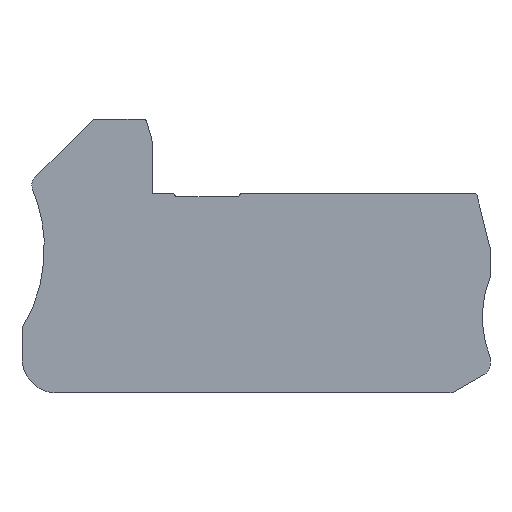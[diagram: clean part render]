
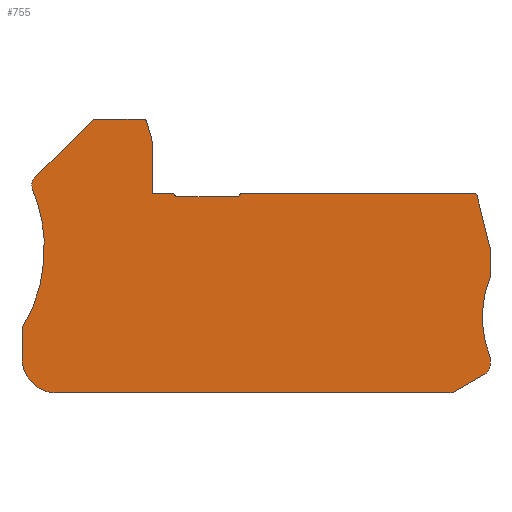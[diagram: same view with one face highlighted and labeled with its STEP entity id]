
A CAD part, top view. The second image highlights one B-rep face of the part: STEP entity #755.
In plain terms, the highlighted planar face has unit normal (0, 0, 1).
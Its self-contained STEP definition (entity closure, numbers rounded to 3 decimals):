
#164=DIRECTION('',(-0.358,0.934,0.));
#165=VECTOR('',#164,0.192);
#166=CARTESIAN_POINT('',(-4.576,28.7,2.2));
#167=LINE('',#166,#165);
#168=DIRECTION('',(-1.,0.,0.));
#169=VECTOR('',#168,9.152);
#170=CARTESIAN_POINT('',(4.576,28.7,2.2));
#171=LINE('',#170,#169);
#172=DIRECTION('',(-0.358,-0.934,0.));
#173=VECTOR('',#172,0.192);
#174=CARTESIAN_POINT('',(4.645,28.879,2.2));
#175=LINE('',#174,#173);
#176=CARTESIAN_POINT('',(5.111,28.7,2.2));
#177=DIRECTION('',(0.,0.,1.));
#178=DIRECTION('',(0.,1.,0.));
#179=AXIS2_PLACEMENT_3D('',#176,#177,#178);
#181=DIRECTION('',(-1.,0.,0.));
#182=VECTOR('',#181,33.648);
#183=CARTESIAN_POINT('',(38.759,29.2,2.2));
#184=LINE('',#183,#182);
#185=CARTESIAN_POINT('',(38.759,28.7,2.2));
#186=DIRECTION('',(0.,0.,1.));
#187=DIRECTION('',(0.97,0.242,0.));
#188=AXIS2_PLACEMENT_3D('',#185,#186,#187);
#190=DIRECTION('',(-0.242,0.97,0.));
#191=VECTOR('',#190,7.67);
#192=CARTESIAN_POINT('',(41.1,21.379,2.2));
#193=LINE('',#192,#191);
#194=DIRECTION('',(0.,1.,0.));
#195=VECTOR('',#194,4.349);
#196=CARTESIAN_POINT('',(41.1,17.03,2.2));
#197=LINE('',#196,#195);
#198=CARTESIAN_POINT('',(56.,11.2,2.2));
#199=DIRECTION('',(0.,0.,-1.));
#200=DIRECTION('',(-0.931,-0.364,0.));
#201=AXIS2_PLACEMENT_3D('',#198,#199,#200);
#203=DIRECTION('',(0.,1.,0.));
#204=VECTOR('',#203,1.151);
#205=CARTESIAN_POINT('',(41.1,4.219,2.2));
#206=LINE('',#205,#204);
#207=CARTESIAN_POINT('',(39.6,4.219,2.2));
#208=DIRECTION('',(0.,0.,1.));
#209=DIRECTION('',(0.5,-0.866,0.));
#210=AXIS2_PLACEMENT_3D('',#207,#208,#209);
#212=DIRECTION('',(0.866,0.5,0.));
#213=VECTOR('',#212,4.904);
#214=CARTESIAN_POINT('',(36.103,0.468,2.2));
#215=LINE('',#214,#213);
#216=CARTESIAN_POINT('',(35.103,2.2,2.2));
#217=DIRECTION('',(0.,0.,1.));
#218=DIRECTION('',(0.,-1.,0.));
#219=AXIS2_PLACEMENT_3D('',#216,#217,#218);
#221=DIRECTION('',(1.,0.,0.));
#222=VECTOR('',#221,57.003);
#223=CARTESIAN_POINT('',(-21.9,0.2,2.2));
#224=LINE('',#223,#222);
#225=CARTESIAN_POINT('',(-21.9,5.2,2.2));
#226=DIRECTION('',(0.,0.,1.));
#227=DIRECTION('',(-1.,0.,0.));
#228=AXIS2_PLACEMENT_3D('',#225,#226,#227);
#230=DIRECTION('',(0.,-1.,0.));
#231=VECTOR('',#230,4.076);
#232=CARTESIAN_POINT('',(-26.9,9.276,2.2));
#233=LINE('',#232,#231);
#234=CARTESIAN_POINT('',(-25.9,9.276,2.2));
#235=DIRECTION('',(0.,0.,1.));
#236=DIRECTION('',(-0.862,0.507,0.));
#237=AXIS2_PLACEMENT_3D('',#234,#235,#236);
#239=CARTESIAN_POINT('',(-46.15,21.2,2.2));
#240=DIRECTION('',(0.,0.,-1.));
#241=DIRECTION('',(0.998,0.062,0.));
#242=AXIS2_PLACEMENT_3D('',#239,#240,#241);
#244=CARTESIAN_POINT('',(-46.15,21.2,2.2));
#245=DIRECTION('',(0.,0.,-1.));
#246=DIRECTION('',(0.924,0.383,0.));
#247=AXIS2_PLACEMENT_3D('',#244,#245,#246);
#249=CARTESIAN_POINT('',(-23.982,30.397,2.2));
#250=DIRECTION('',(0.,0.,1.));
#251=DIRECTION('',(-0.707,0.707,0.));
#252=AXIS2_PLACEMENT_3D('',#249,#250,#251);
#254=DIRECTION('',(-0.707,-0.707,0.));
#255=VECTOR('',#254,11.667);
#256=CARTESIAN_POINT('',(-16.793,39.707,2.2));
#257=LINE('',#256,#255);
#258=CARTESIAN_POINT('',(-16.086,39.,2.2));
#259=DIRECTION('',(0.,0.,1.));
#260=DIRECTION('',(0.,1.,0.));
#261=AXIS2_PLACEMENT_3D('',#258,#259,#260);
#263=DIRECTION('',(-1.,0.,0.));
#264=VECTOR('',#263,6.809);
#265=CARTESIAN_POINT('',(-9.277,40.,2.2));
#266=LINE('',#265,#264);
#267=CARTESIAN_POINT('',(-9.277,39.5,2.2));
#268=DIRECTION('',(0.,0.,1.));
#269=DIRECTION('',(0.962,0.275,0.));
#270=AXIS2_PLACEMENT_3D('',#267,#268,#269);
#272=DIRECTION('',(-0.275,0.962,0.));
#273=VECTOR('',#272,3.263);
#274=CARTESIAN_POINT('',(-7.9,36.5,2.2));
#275=LINE('',#274,#273);
#276=DIRECTION('',(0.,1.,0.));
#277=VECTOR('',#276,7.3);
#278=CARTESIAN_POINT('',(-7.9,29.2,2.2));
#279=LINE('',#278,#277);
#280=DIRECTION('',(-1.,0.,0.));
#281=VECTOR('',#280,2.789);
#282=CARTESIAN_POINT('',(-5.111,29.2,2.2));
#283=LINE('',#282,#281);
#284=CARTESIAN_POINT('',(-5.111,28.7,2.2));
#285=DIRECTION('',(0.,0.,1.));
#286=DIRECTION('',(0.934,0.358,0.));
#287=AXIS2_PLACEMENT_3D('',#284,#285,#286);
#499=CARTESIAN_POINT('',(5.111,29.2,2.2));
#500=CARTESIAN_POINT('',(4.645,28.879,2.2));
#501=VERTEX_POINT('',#499);
#502=VERTEX_POINT('',#500);
#503=CARTESIAN_POINT('',(-4.645,28.879,2.2));
#504=CARTESIAN_POINT('',(-5.111,29.2,2.2));
#505=VERTEX_POINT('',#503);
#506=VERTEX_POINT('',#504);
#507=CARTESIAN_POINT('',(-7.9,29.2,2.2));
#508=VERTEX_POINT('',#507);
#509=CARTESIAN_POINT('',(-7.9,36.5,2.2));
#510=VERTEX_POINT('',#509);
#511=CARTESIAN_POINT('',(-8.796,39.637,2.2));
#512=VERTEX_POINT('',#511);
#513=CARTESIAN_POINT('',(-9.277,40.,2.2));
#514=VERTEX_POINT('',#513);
#515=CARTESIAN_POINT('',(-16.086,40.,2.2));
#516=VERTEX_POINT('',#515);
#517=CARTESIAN_POINT('',(-16.793,39.707,2.2));
#518=VERTEX_POINT('',#517);
#519=CARTESIAN_POINT('',(-25.043,31.457,2.2));
#520=VERTEX_POINT('',#519);
#521=CARTESIAN_POINT('',(-25.367,29.822,2.2));
#522=VERTEX_POINT('',#521);
#523=CARTESIAN_POINT('',(-23.693,22.59,2.2));
#524=VERTEX_POINT('',#523);
#525=CARTESIAN_POINT('',(-26.762,9.783,2.2));
#526=VERTEX_POINT('',#525);
#527=CARTESIAN_POINT('',(-26.9,9.276,2.2));
#528=VERTEX_POINT('',#527);
#529=CARTESIAN_POINT('',(-26.9,5.2,2.2));
#530=VERTEX_POINT('',#529);
#531=CARTESIAN_POINT('',(-21.9,0.2,2.2));
#532=VERTEX_POINT('',#531);
#533=CARTESIAN_POINT('',(35.103,0.2,2.2));
#534=VERTEX_POINT('',#533);
#535=CARTESIAN_POINT('',(36.103,0.468,2.2));
#536=VERTEX_POINT('',#535);
#537=CARTESIAN_POINT('',(40.35,2.92,2.2));
#538=VERTEX_POINT('',#537);
#539=CARTESIAN_POINT('',(41.1,4.219,2.2));
#540=VERTEX_POINT('',#539);
#541=CARTESIAN_POINT('',(41.1,5.37,2.2));
#542=VERTEX_POINT('',#541);
#543=CARTESIAN_POINT('',(41.1,17.03,2.2));
#544=VERTEX_POINT('',#543);
#545=CARTESIAN_POINT('',(41.1,21.379,2.2));
#546=VERTEX_POINT('',#545);
#547=CARTESIAN_POINT('',(39.245,28.821,2.2));
#548=VERTEX_POINT('',#547);
#549=CARTESIAN_POINT('',(38.759,29.2,2.2));
#550=VERTEX_POINT('',#549);
#551=CARTESIAN_POINT('',(4.576,28.7,2.2));
#553=VERTEX_POINT('',#551);
#555=CARTESIAN_POINT('',(-4.576,28.7,2.2));
#557=VERTEX_POINT('',#555);
#694=CARTESIAN_POINT('',(0.,0.,2.2));
#695=DIRECTION('',(0.,0.,1.));
#696=DIRECTION('',(1.,0.,0.));
#697=AXIS2_PLACEMENT_3D('',#694,#695,#696);
#698=PLANE('',#697);
#700=ORIENTED_EDGE('',*,*,#699,.F.);
#701=ORIENTED_EDGE('',*,*,#686,.F.);
#702=ORIENTED_EDGE('',*,*,#675,.F.);
#704=ORIENTED_EDGE('',*,*,#703,.F.);
#706=ORIENTED_EDGE('',*,*,#705,.F.);
#708=ORIENTED_EDGE('',*,*,#707,.F.);
#710=ORIENTED_EDGE('',*,*,#709,.F.);
#712=ORIENTED_EDGE('',*,*,#711,.F.);
#714=ORIENTED_EDGE('',*,*,#713,.F.);
#716=ORIENTED_EDGE('',*,*,#715,.F.);
#718=ORIENTED_EDGE('',*,*,#717,.F.);
#720=ORIENTED_EDGE('',*,*,#719,.F.);
#722=ORIENTED_EDGE('',*,*,#721,.F.);
#724=ORIENTED_EDGE('',*,*,#723,.F.);
#726=ORIENTED_EDGE('',*,*,#725,.F.);
#728=ORIENTED_EDGE('',*,*,#727,.F.);
#730=ORIENTED_EDGE('',*,*,#729,.F.);
#732=ORIENTED_EDGE('',*,*,#731,.F.);
#734=ORIENTED_EDGE('',*,*,#733,.F.);
#736=ORIENTED_EDGE('',*,*,#735,.F.);
#738=ORIENTED_EDGE('',*,*,#737,.F.);
#740=ORIENTED_EDGE('',*,*,#739,.F.);
#742=ORIENTED_EDGE('',*,*,#741,.F.);
#744=ORIENTED_EDGE('',*,*,#743,.F.);
#746=ORIENTED_EDGE('',*,*,#745,.F.);
#748=ORIENTED_EDGE('',*,*,#747,.F.);
#750=ORIENTED_EDGE('',*,*,#749,.F.);
#752=ORIENTED_EDGE('',*,*,#751,.F.);
#753=EDGE_LOOP('',(#700,#701,#702,#704,#706,#708,#710,#712,#714,#716,#718,#720,
#722,#724,#726,#728,#730,#732,#734,#736,#738,#740,#742,#744,#746,#748,#750,
#752));
#754=FACE_OUTER_BOUND('',#753,.F.);
#755=ADVANCED_FACE('',(#754),#698,.T.);
#180=CIRCLE('',#179,0.5);
#189=CIRCLE('',#188,0.5);
#202=CIRCLE('',#201,16.);
#211=CIRCLE('',#210,1.5);
#220=CIRCLE('',#219,2.);
#229=CIRCLE('',#228,5.);
#238=CIRCLE('',#237,1.);
#243=CIRCLE('',#242,22.5);
#248=CIRCLE('',#247,22.5);
#253=CIRCLE('',#252,1.5);
#262=CIRCLE('',#261,1.);
#271=CIRCLE('',#270,0.5);
#288=CIRCLE('',#287,0.5);
#675=EDGE_CURVE('',#502,#553,#175,.T.);
#686=EDGE_CURVE('',#553,#557,#171,.T.);
#699=EDGE_CURVE('',#557,#505,#167,.T.);
#703=EDGE_CURVE('',#501,#502,#180,.T.);
#705=EDGE_CURVE('',#550,#501,#184,.T.);
#707=EDGE_CURVE('',#548,#550,#189,.T.);
#709=EDGE_CURVE('',#546,#548,#193,.T.);
#711=EDGE_CURVE('',#544,#546,#197,.T.);
#713=EDGE_CURVE('',#542,#544,#202,.T.);
#715=EDGE_CURVE('',#540,#542,#206,.T.);
#717=EDGE_CURVE('',#538,#540,#211,.T.);
#719=EDGE_CURVE('',#536,#538,#215,.T.);
#721=EDGE_CURVE('',#534,#536,#220,.T.);
#723=EDGE_CURVE('',#532,#534,#224,.T.);
#725=EDGE_CURVE('',#530,#532,#229,.T.);
#727=EDGE_CURVE('',#528,#530,#233,.T.);
#729=EDGE_CURVE('',#526,#528,#238,.T.);
#731=EDGE_CURVE('',#524,#526,#243,.T.);
#733=EDGE_CURVE('',#522,#524,#248,.T.);
#735=EDGE_CURVE('',#520,#522,#253,.T.);
#737=EDGE_CURVE('',#518,#520,#257,.T.);
#739=EDGE_CURVE('',#516,#518,#262,.T.);
#741=EDGE_CURVE('',#514,#516,#266,.T.);
#743=EDGE_CURVE('',#512,#514,#271,.T.);
#745=EDGE_CURVE('',#510,#512,#275,.T.);
#747=EDGE_CURVE('',#508,#510,#279,.T.);
#749=EDGE_CURVE('',#506,#508,#283,.T.);
#751=EDGE_CURVE('',#505,#506,#288,.T.);
